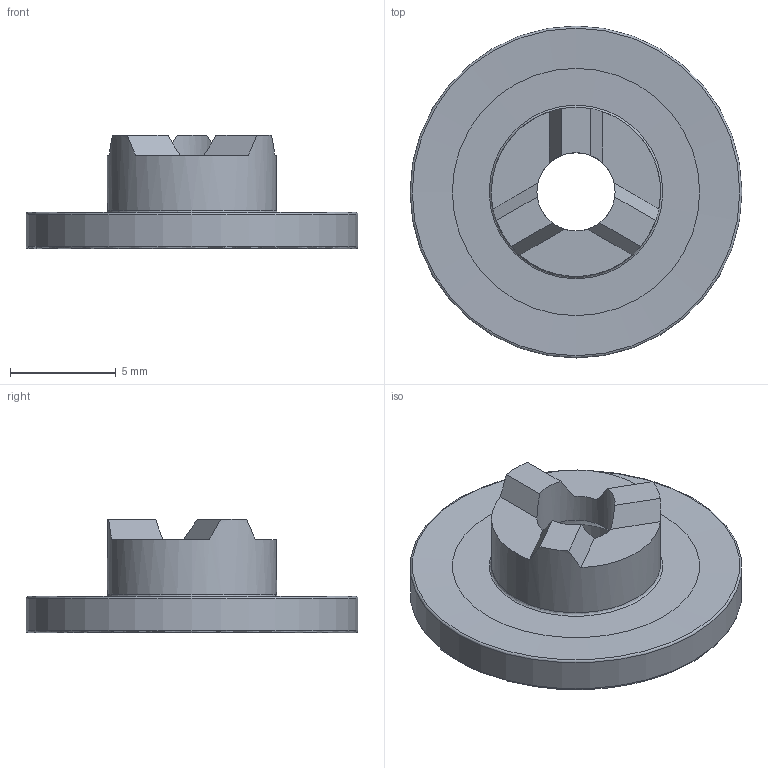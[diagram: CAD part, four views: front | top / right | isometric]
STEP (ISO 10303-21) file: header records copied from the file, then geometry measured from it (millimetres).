
FILE_DESCRIPTION(/* description */ (''),/* implementation_level */ '2;1');
FILE_NAME(/* name */ 'R335.14-157160C.08Z3-M01_Basic.stp',/* time_stamp */ '2024-08-12T12:38:59+05:00',/* author */ (''),/* organization */ (''),/* preprocessor_version */ 'ST-DEVELOPER v16.7',/* originating_system */ 'SIEMENS PLM Software NX 12.0',/* authorisation */ '');
FILE_SCHEMA (('AUTOMOTIVE_DESIGN { 1 0 10303 214 3 1 1 1 }'));
Length unit declared in the file: millimetre
Products named in the file (1): inpu2D08C4AF3459
Bounding box: 15.7 x 15.7 x 5.35 mm (x, y, z)
Volume: 380.4 mm3; surface area: 707.1 mm2
Topology: 2 solids, 2 shells, 28 faces, 71 edges, 48 vertices
Faces by surface type: plane 13, cylinder 6, revolution 5, cone 3, torus 1
Full cylindrical faces by diameter (mm): 3.7 x1, 5.3 x1, 8 x1, 11.7 x2, 15.7 x1
Entity records: 910 total; most frequent: CARTESIAN_POINT 219, DIRECTION 135, ORIENTED_EDGE 106, AXIS2_PLACEMENT_3D 59, EDGE_CURVE 53, EDGE_LOOP 44, VERTEX_POINT 41, FACE_BOUND 32
